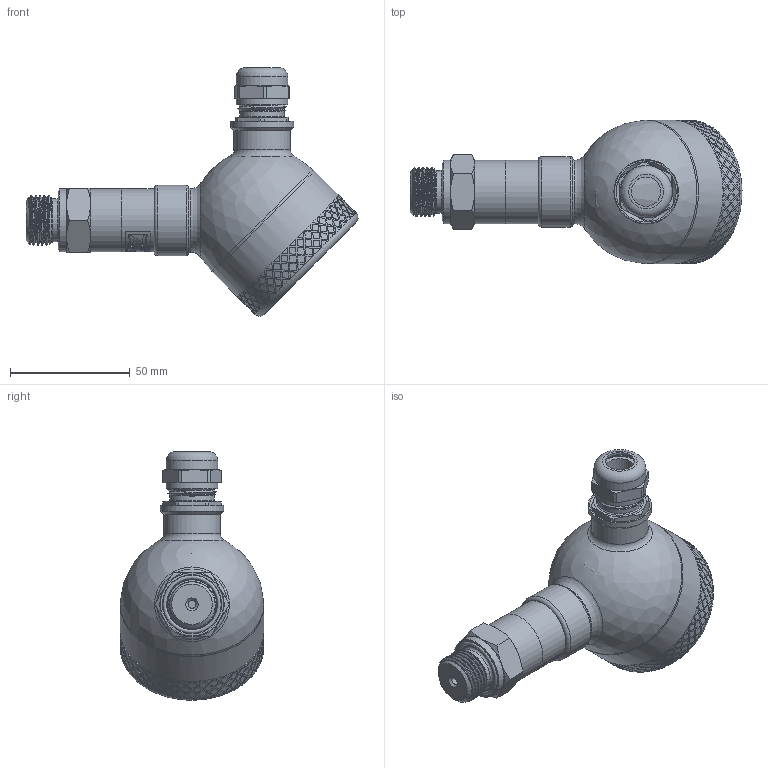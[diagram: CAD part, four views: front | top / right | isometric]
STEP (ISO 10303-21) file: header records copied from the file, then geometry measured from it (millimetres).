
FILE_DESCRIPTION(/* description */ (''),/* implementation_level */ '2;1');
FILE_NAME(/* name */ 'APZ3421FH_6_CableGlandM20x1,5.step',/* time_stamp */ '2021-06-30T15:07:10+03:00',/* author */ (''),/* organization */ (''),/* preprocessor_version */ 'ST-DEVELOPER v18.1',/* originating_system */ 'Autodesk Translation Framework v10.9.0.1377',/* authorisation */ '');
FILE_SCHEMA (('AUTOMOTIVE_DESIGN { 1 0 10303 214 3 1 1 }'));
Length unit declared in the file: millimetre
Products named in the file (12): Полевой корпус 
3420 3421 3230 заполненный; G 1\2 DIN; FieldHousing Assembly v16; main body; Крышка без 
дисплея; Адаптер кабель 
ввода М20; M20x1,5 steel cable gland v5; Cuerpo GAE.2000.0 Prensaestopas GADI M20x1.5 IP68 Laton; Junta GAE.2000.0 Prensaestopas GADI M20x1.5 IP68 Laton; Tuerca GAE.2000.0 Prensaestopas GADI M20x1.5 IP68 Laton; Brida GAE.2000.0 Prensaestopas GADI M20x1.5 IP68 Laton; Goma GAE.2000.0 Prensaestopas GADI M20x1.5 IP68 Laton
Assembly tree (11 placements, depth 4):
  Полевой корпус 
3420 3421 3230 заполненный
    G 1\2 DIN
    FieldHousing Assembly v16
      main body
      Крышка без 
дисплея
      Адаптер кабель 
ввода М20
      M20x1,5 steel cable gland v5
        Cuerpo GAE.2000.0 Prensaestopas GADI M20x1.5 IP68 Laton
        Junta GAE.2000.0 Prensaestopas GADI M20x1.5 IP68 Laton
        Tuerca GAE.2000.0 Prensaestopas GADI M20x1.5 IP68 Laton
        Brida GAE.2000.0 Prensaestopas GADI M20x1.5 IP68 Laton
        Goma GAE.2000.0 Prensaestopas GADI M20x1.5 IP68 Laton
Bounding box: 138.91 x 60.1 x 103.91 mm (x, y, z)
Volume: 172126.4 mm3; surface area: 51668.9 mm2
Topology: 10 solids, 10 shells, 1603 faces, 4008 edges, 2623 vertices
Faces by surface type: bspline 934, cylinder 311, plane 250, cone 67, torus 38, sphere 3
Full cylindrical faces by diameter (mm): 3.3 x1, 12.3 x2, 13 x1, 15 x4, 16 x1, 16.2 x1, 17 x1, 17.15 x1, 18 x5, 18.526 x5, 18.631 x4, 18.75 x7, 19 x1, 20 x2, 20.203 x5, 20.3 x5, 20.8 x1, 21.2 x1, 21.6 x1, 21.7 x2, 22.4 x1, 23.6 x1, 24.4 x1, 24.5 x2, 26.5 x3, 29.5 x1, 55 x9, 56.5 x1, 57.2 x1, 60 x2
Entity records: 70832 total; most frequent: CARTESIAN_POINT 40352, ORIENTED_EDGE 8014, EDGE_CURVE 4007, DIRECTION 3053, B_SPLINE_CURVE_WITH_KNOTS 2774, VERTEX_POINT 2623, EDGE_LOOP 1816, FACE_OUTER_BOUND 1603
